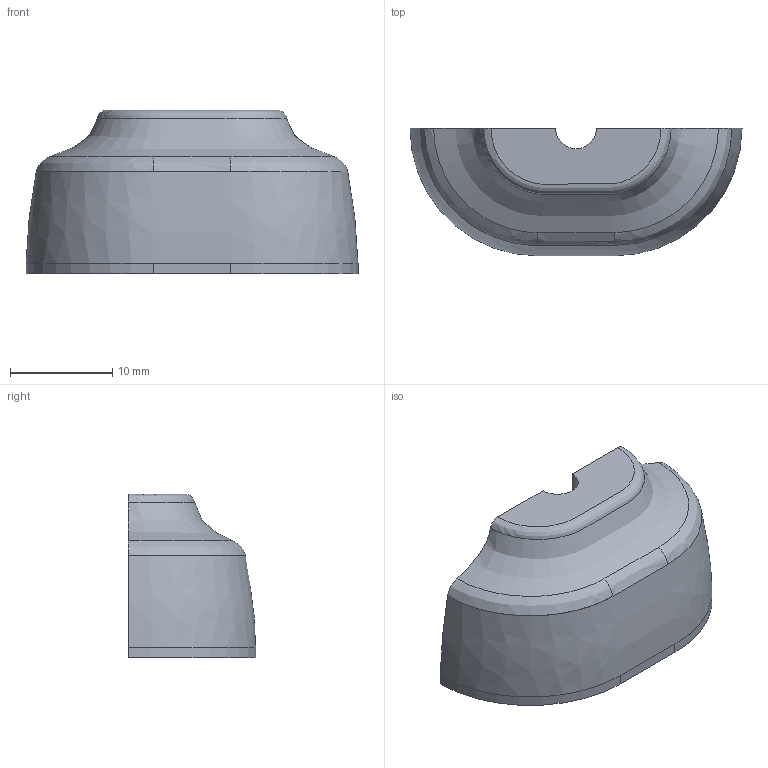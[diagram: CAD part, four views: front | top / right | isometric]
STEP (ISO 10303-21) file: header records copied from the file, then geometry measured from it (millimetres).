
FILE_DESCRIPTION(/* description */ ('STEP AP242','CAx-IF Rec.Pracs.---Representation and Presentation of Product Manufacturing Information (PMI)---4.0---2014-10-13','CAx-IF Rec.Pracs.---3D Tessellated Geometry---0.4---2014-09-14','2;1'),/* implementation_level */ '2;1');
FILE_NAME(/* name */ '659b12e1308be67668e6be63',/* time_stamp */ '2024-01-07T21:08:51Z',/* author */ (''),/* organization */ (''),/* preprocessor_version */ 'ST-DEVELOPER v19.4',/* originating_system */ ' ',/* authorisation */ ' ');
FILE_SCHEMA (('AP242_MANAGED_MODEL_BASED_3D_ENGINEERING_MIM_LF { 1 0 10303 442 1 1 4 }'));
Length unit declared in the file: metre
Products named in the file (2): Body; Middle
Bounding box: 32.4 x 12.42 x 16 mm (x, y, z)
Volume: 4006.1 mm3; surface area: 1954.3 mm2
Topology: 1 solids, 2 shells, 19 faces, 58 edges, 42 vertices
Faces by surface type: plane 8, bspline 6, cylinder 5
Entity records: 1192 total; most frequent: CARTESIAN_POINT 662, ORIENTED_EDGE 108, DIRECTION 85, EDGE_CURVE 58, VERTEX_POINT 42, AXIS2_PLACEMENT_3D 30, LINE 25, VECTOR 25
